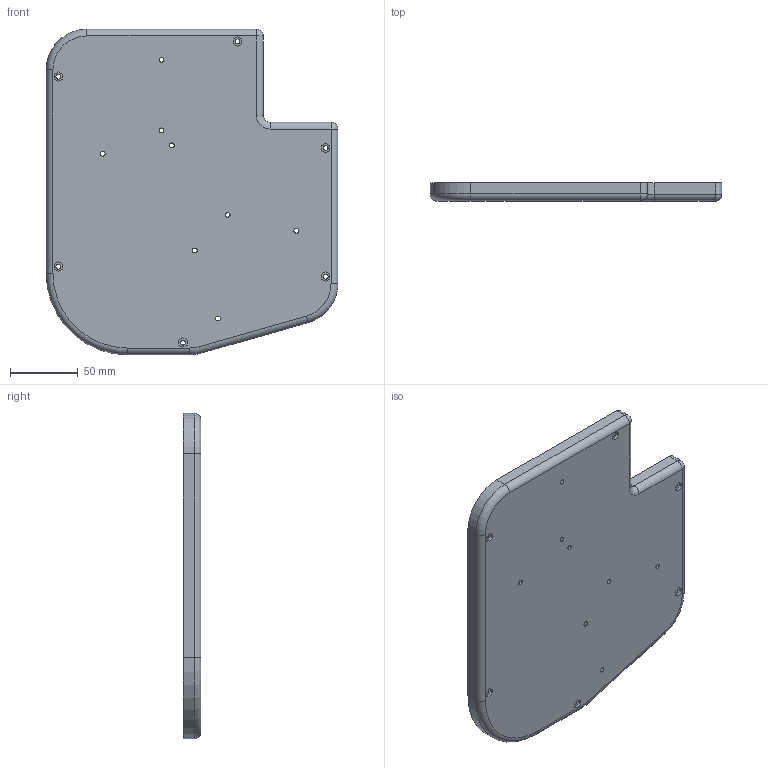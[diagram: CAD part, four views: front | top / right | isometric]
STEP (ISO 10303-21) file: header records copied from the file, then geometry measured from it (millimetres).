
FILE_DESCRIPTION (( 'STEP AP203' ), '1' );
FILE_NAME ('Bottom Case with Tensioners.STEP', '2021-11-17T11:45:15', ( '' ), ( '' ), 'SwSTEP 2.0', 'SolidWorks 2019', '' );
FILE_SCHEMA (( 'CONFIG_CONTROL_DESIGN' ));
Length unit declared in the file: millimetre
Products named in the file (1): Bottom Case with Tensioners
Bounding box: 215 x 13.25 x 240 mm (x, y, z)
Volume: 210478.6 mm3; surface area: 113450 mm2
Topology: 1 solids, 1 shells, 196 faces, 487 edges, 318 vertices
Faces by surface type: cylinder 96, plane 93, torus 5, sphere 2
Entity records: 5991 total; most frequent: DIRECTION 1076, CARTESIAN_POINT 1000, ORIENTED_EDGE 970, EDGE_CURVE 485, AXIS2_PLACEMENT_3D 394, VERTEX_POINT 318, LINE 288, VECTOR 288
